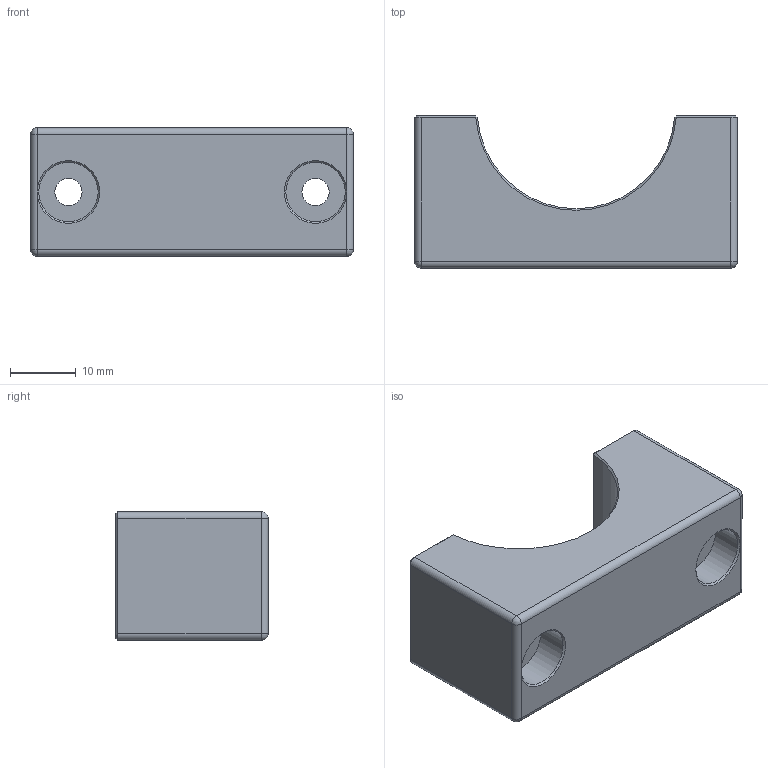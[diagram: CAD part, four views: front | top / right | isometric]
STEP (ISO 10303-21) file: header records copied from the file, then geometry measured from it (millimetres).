
FILE_DESCRIPTION(/* description */ ('Alibre Inc.'),/* implementation_level */ '2;1');
FILE_NAME(/* name */ 'export0',/* time_stamp */ '2021-03-25T10:03:30+01:00',/* author */ (''),/* organization */ (''),/* preprocessor_version */ 'ST-DEVELOPER v14',/* originating_system */ 'Alibre',/* authorisation */ '');
FILE_SCHEMA (('CONFIG_CONTROL_DESIGN'));
Length unit declared in the file: centimetre
Products named in the file (1): ID_1
Bounding box: 49 x 23.1 x 19.5 mm (x, y, z)
Volume: 14526.7 mm3; surface area: 5280.5 mm2
Topology: 1 solids, 1 shells, 48 faces, 106 edges, 56 vertices
Faces by surface type: plane 17, cylinder 13, cone 10, bspline 4, sphere 4
Full cylindrical faces by diameter (mm): 4.134 x2, 9 x2
Entity records: 1718 total; most frequent: CARTESIAN_POINT 691, DIRECTION 186, ORIENTED_EDGE 180, EDGE_CURVE 90, AXIS2_PLACEMENT_3D 79, EDGE_LOOP 60, FACE_BOUND 60, VERTEX_POINT 52
